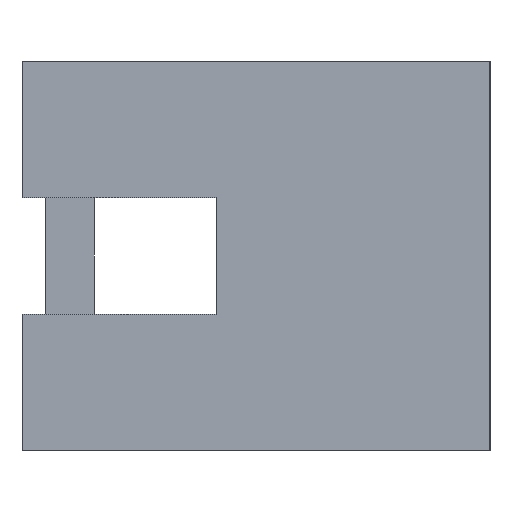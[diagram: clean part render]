
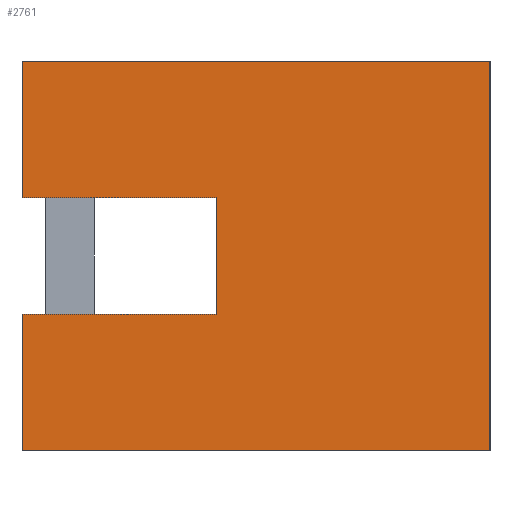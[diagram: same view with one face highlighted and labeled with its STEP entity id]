
A CAD part, left-side view. The second image highlights one B-rep face of the part: STEP entity #2761.
In plain terms, the highlighted planar face has unit normal (-1, 0, 0).
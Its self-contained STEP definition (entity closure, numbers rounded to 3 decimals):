
#79=VERTEX_POINT('',#80);
#80=CARTESIAN_POINT('',(-3.81,0.0,-2.54));
#86=EDGE_CURVE('',#79,#87,#89,.F.);
#87=VERTEX_POINT('',#88);
#88=CARTESIAN_POINT('',(-3.81,6.096,-2.54));
#89=LINE('',#90,#91);
#90=CARTESIAN_POINT('',(-3.81,6.096,-2.54));
#91=VECTOR('',#92,1.0);
#92=DIRECTION('',(0.0,-1.0,0.0));
#1238=VERTEX_POINT('',#1239);
#1239=CARTESIAN_POINT('',(-3.81,6.096,-0.762));
#1245=EDGE_CURVE('',#1238,#1246,#1248,.F.);
#1246=VERTEX_POINT('',#1247);
#1247=CARTESIAN_POINT('',(-3.81,3.556,-0.762));
#1248=LINE('',#1249,#1250);
#1249=CARTESIAN_POINT('',(-3.81,3.556,-0.762));
#1250=VECTOR('',#1251,1.0);
#1251=DIRECTION('',(0.0,1.0,0.0));
#1433=VERTEX_POINT('',#1434);
#1434=CARTESIAN_POINT('',(-3.81,3.556,0.762));
#1440=EDGE_CURVE('',#1433,#1441,#1443,.F.);
#1441=VERTEX_POINT('',#1442);
#1442=CARTESIAN_POINT('',(-3.81,6.096,0.762));
#1443=LINE('',#1444,#1445);
#1444=CARTESIAN_POINT('',(-3.81,6.096,0.762));
#1445=VECTOR('',#1446,1.0);
#1446=DIRECTION('',(0.0,-1.0,0.0));
#1928=EDGE_CURVE('',#1929,#79,#1931,.F.);
#1929=VERTEX_POINT('',#1930);
#1930=CARTESIAN_POINT('',(-3.81,0.0,2.54));
#1931=LINE('',#1932,#1933);
#1932=CARTESIAN_POINT('',(-3.81,0.0,-2.54));
#1933=VECTOR('',#1934,1.0);
#1934=DIRECTION('',(0.0,0.0,1.0));
#2215=EDGE_CURVE('',#1441,#2216,#2218,.T.);
#2216=VERTEX_POINT('',#2217);
#2217=CARTESIAN_POINT('',(-3.81,6.096,2.54));
#2218=LINE('',#2219,#2220);
#2219=CARTESIAN_POINT('',(-3.81,6.096,-2.54));
#2220=VECTOR('',#2221,1.0);
#2221=DIRECTION('',(0.0,0.0,1.0));
#2598=EDGE_CURVE('',#87,#1238,#2599,.T.);
#2599=LINE('',#2600,#2601);
#2600=CARTESIAN_POINT('',(-3.81,6.096,-2.54));
#2601=VECTOR('',#2602,1.0);
#2602=DIRECTION('',(0.0,0.0,1.0));
#2761=ADVANCED_FACE('',(#2762),#2782,.F.);
#2762=FACE_BOUND('',#2763,.T.);
#2763=EDGE_LOOP('',(#2764,#2765,#2771,#2772,#2773,#2774,#2775,#2781));
#2764=ORIENTED_EDGE('',*,*,#1440,.F.);
#2765=ORIENTED_EDGE('',*,*,#2766,.T.);
#2766=EDGE_CURVE('',#1433,#1246,#2767,.T.);
#2767=LINE('',#2768,#2769);
#2768=CARTESIAN_POINT('',(-3.81,3.556,0.762));
#2769=VECTOR('',#2770,1.0);
#2770=DIRECTION('',(0.0,0.0,-1.0));
#2771=ORIENTED_EDGE('',*,*,#1245,.F.);
#2772=ORIENTED_EDGE('',*,*,#2598,.F.);
#2773=ORIENTED_EDGE('',*,*,#86,.F.);
#2774=ORIENTED_EDGE('',*,*,#1928,.F.);
#2775=ORIENTED_EDGE('',*,*,#2776,.T.);
#2776=EDGE_CURVE('',#1929,#2216,#2777,.F.);
#2777=LINE('',#2778,#2779);
#2778=CARTESIAN_POINT('',(-3.81,6.096,2.54));
#2779=VECTOR('',#2780,1.0);
#2780=DIRECTION('',(0.0,-1.0,0.0));
#2781=ORIENTED_EDGE('',*,*,#2215,.F.);
#2782=PLANE('',#2783);
#2783=AXIS2_PLACEMENT_3D('',#2784,#2785,#2786);
#2784=CARTESIAN_POINT('',(-3.81,6.096,-2.54));
#2785=DIRECTION('',(1.0,0.0,0.0));
#2786=DIRECTION('',(0.0,0.0,-1.0));
